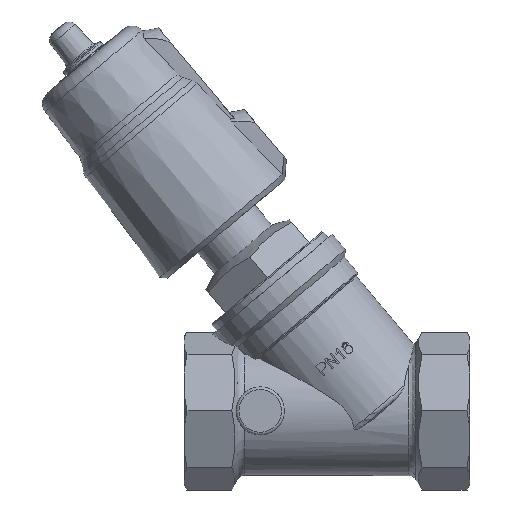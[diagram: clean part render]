
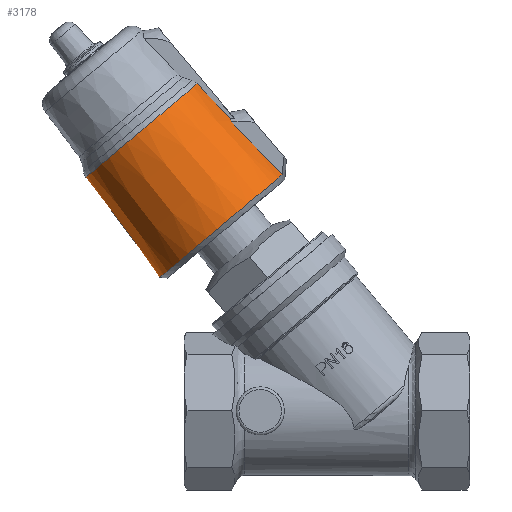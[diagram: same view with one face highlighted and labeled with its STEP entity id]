
A CAD part, left-side view. The second image highlights one B-rep face of the part: STEP entity #3178.
In plain terms, the highlighted conical face has half-angle 3.414 degrees and reference radius 29.475 mm.
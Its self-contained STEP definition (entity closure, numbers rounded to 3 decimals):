
#342=CONICAL_SURFACE('',#3393,29.475,3.414);
#376=(
BOUNDED_CURVE()
B_SPLINE_CURVE(2,(#4597,#4598,#4599),.UNSPECIFIED.,.F.,.F.)
B_SPLINE_CURVE_WITH_KNOTS((3,3),(0.,1.713),.UNSPECIFIED.)
CURVE()
GEOMETRIC_REPRESENTATION_ITEM()
RATIONAL_B_SPLINE_CURVE((1.,1.,1.))
REPRESENTATION_ITEM('')
);
#377=(
BOUNDED_CURVE()
B_SPLINE_CURVE(2,(#4600,#4601,#4602),.UNSPECIFIED.,.F.,.F.)
B_SPLINE_CURVE_WITH_KNOTS((3,3),(0.,1.078),.UNSPECIFIED.)
CURVE()
GEOMETRIC_REPRESENTATION_ITEM()
RATIONAL_B_SPLINE_CURVE((1.,1.,1.))
REPRESENTATION_ITEM('')
);
#379=(
BOUNDED_CURVE()
B_SPLINE_CURVE(2,(#4611,#4612,#4613),.UNSPECIFIED.,.F.,.F.)
B_SPLINE_CURVE_WITH_KNOTS((3,3),(0.492,2.204),
 .UNSPECIFIED.)
CURVE()
GEOMETRIC_REPRESENTATION_ITEM()
RATIONAL_B_SPLINE_CURVE((1.,1.,1.))
REPRESENTATION_ITEM('')
);
#380=(
BOUNDED_CURVE()
B_SPLINE_CURVE(2,(#4614,#4615,#4616),.UNSPECIFIED.,.F.,.F.)
B_SPLINE_CURVE_WITH_KNOTS((3,3),(0.354,1.433),
 .UNSPECIFIED.)
CURVE()
GEOMETRIC_REPRESENTATION_ITEM()
RATIONAL_B_SPLINE_CURVE((1.,1.,1.))
REPRESENTATION_ITEM('')
);
#381=(
BOUNDED_CURVE()
B_SPLINE_CURVE(2,(#4618,#4619,#4620),.UNSPECIFIED.,.F.,.F.)
B_SPLINE_CURVE_WITH_KNOTS((3,3),(0.632,2.44),
 .UNSPECIFIED.)
CURVE()
GEOMETRIC_REPRESENTATION_ITEM()
RATIONAL_B_SPLINE_CURVE((1.,1.,1.))
REPRESENTATION_ITEM('')
);
#382=(
BOUNDED_CURVE()
B_SPLINE_CURVE(2,(#4623,#4624,#4625),.UNSPECIFIED.,.F.,.F.)
B_SPLINE_CURVE_WITH_KNOTS((3,3),(0.,1.808),.UNSPECIFIED.)
CURVE()
GEOMETRIC_REPRESENTATION_ITEM()
RATIONAL_B_SPLINE_CURVE((1.,1.,1.))
REPRESENTATION_ITEM('')
);
#541=B_SPLINE_CURVE_WITH_KNOTS('',3,(#4569,#4570,#4571,#4572),
 .UNSPECIFIED.,.F.,.F.,(4,4),(3.068,3.242),
 .UNSPECIFIED.);
#542=B_SPLINE_CURVE_WITH_KNOTS('',3,(#4584,#4585,#4586,#4587),
 .UNSPECIFIED.,.F.,.F.,(4,4),(1.198,1.372),
 .UNSPECIFIED.);
#739=FACE_OUTER_BOUND('',#948,.T.);
#948=EDGE_LOOP('',(#2157,#2158,#2159,#2160,#2161,#2162,#2163,#2164,#2165,
#2166));
#1166=CIRCLE('',#3392,30.752);
#1167=CIRCLE('',#3394,27.97);
#1272=VERTEX_POINT('',#4564);
#1273=VERTEX_POINT('',#4568);
#1276=VERTEX_POINT('',#4579);
#1277=VERTEX_POINT('',#4583);
#1278=VERTEX_POINT('',#4592);
#1279=VERTEX_POINT('',#4596);
#1280=VERTEX_POINT('',#4604);
#1281=VERTEX_POINT('',#4610);
#1282=VERTEX_POINT('',#4617);
#1283=VERTEX_POINT('',#4621);
#1618=EDGE_CURVE('',#1273,#1272,#541,.T.);
#1622=EDGE_CURVE('',#1277,#1276,#542,.T.);
#1625=EDGE_CURVE('',#1279,#1278,#376,.T.);
#1626=EDGE_CURVE('',#1279,#1272,#377,.T.);
#1628=EDGE_CURVE('',#1278,#1280,#1166,.T.);
#1629=EDGE_CURVE('',#1280,#1281,#379,.T.);
#1630=EDGE_CURVE('',#1277,#1281,#380,.T.);
#1631=EDGE_CURVE('',#1276,#1282,#381,.T.);
#1632=EDGE_CURVE('',#1283,#1282,#1167,.T.);
#1633=EDGE_CURVE('',#1283,#1273,#382,.T.);
#2157=ORIENTED_EDGE('',*,*,#1628,.T.);
#2158=ORIENTED_EDGE('',*,*,#1629,.T.);
#2159=ORIENTED_EDGE('',*,*,#1630,.F.);
#2160=ORIENTED_EDGE('',*,*,#1622,.T.);
#2161=ORIENTED_EDGE('',*,*,#1631,.T.);
#2162=ORIENTED_EDGE('',*,*,#1632,.F.);
#2163=ORIENTED_EDGE('',*,*,#1633,.T.);
#2164=ORIENTED_EDGE('',*,*,#1618,.T.);
#2165=ORIENTED_EDGE('',*,*,#1626,.F.);
#2166=ORIENTED_EDGE('',*,*,#1625,.T.);
#3178=ADVANCED_FACE('',(#739),#342,.T.);
#3392=AXIS2_PLACEMENT_3D('',#4608,#3698,#3699);
#3393=AXIS2_PLACEMENT_3D('',#4609,#3700,#3701);
#3394=AXIS2_PLACEMENT_3D('',#4622,#3702,#3703);
#3698=DIRECTION('center_axis',(0.,0.643,
0.766));
#3699=DIRECTION('ref_axis',(0.,-0.766,0.643));
#3700=DIRECTION('center_axis',(0.,-0.643,
-0.766));
#3701=DIRECTION('ref_axis',(0.,-0.766,0.643));
#3702=DIRECTION('center_axis',(0.,0.643,
0.766));
#3703=DIRECTION('ref_axis',(0.,0.766,-0.643));
#4564=CARTESIAN_POINT('',(10.,-17.433,90.379));
#4568=CARTESIAN_POINT('',(8.5,-17.199,91.354));
#4569=CARTESIAN_POINT('Ctrl Pts',(8.5,-17.199,91.354));
#4570=CARTESIAN_POINT('Ctrl Pts',(9.024,-17.268,91.049));
#4571=CARTESIAN_POINT('Ctrl Pts',(9.526,-17.346,90.721));
#4572=CARTESIAN_POINT('Ctrl Pts',(10.,-17.433,90.379));
#4579=CARTESIAN_POINT('',(-8.5,-17.199,91.354));
#4583=CARTESIAN_POINT('',(-10.,-17.433,90.379));
#4584=CARTESIAN_POINT('Ctrl Pts',(-10.,-17.433,90.379));
#4585=CARTESIAN_POINT('Ctrl Pts',(-9.526,-17.346,90.721));
#4586=CARTESIAN_POINT('Ctrl Pts',(-9.024,-17.268,91.049));
#4587=CARTESIAN_POINT('Ctrl Pts',(-8.5,-17.199,91.354));
#4592=CARTESIAN_POINT('',(10.,-36.654,70.211));
#4596=CARTESIAN_POINT('',(10.,-24.904,82.542));
#4597=CARTESIAN_POINT('Ctrl Pts',(10.,-24.904,82.542));
#4598=CARTESIAN_POINT('Ctrl Pts',(10.,-30.669,76.493));
#4599=CARTESIAN_POINT('Ctrl Pts',(10.,-36.654,70.211));
#4600=CARTESIAN_POINT('Ctrl Pts',(10.,-24.904,82.542));
#4601=CARTESIAN_POINT('Ctrl Pts',(10.,-21.123,86.509));
#4602=CARTESIAN_POINT('Ctrl Pts',(10.,-17.433,90.379));
#4604=CARTESIAN_POINT('',(-10.,-36.654,70.211));
#4608=CARTESIAN_POINT('Origin',(0.,-14.377,
51.519));
#4609=CARTESIAN_POINT('Origin',(0.,-0.622,
67.911));
#4610=CARTESIAN_POINT('',(-10.,-24.904,82.542));
#4611=CARTESIAN_POINT('Ctrl Pts',(-10.,-36.654,70.211));
#4612=CARTESIAN_POINT('Ctrl Pts',(-10.,-30.669,76.493));
#4613=CARTESIAN_POINT('Ctrl Pts',(-10.,-24.904,82.542));
#4614=CARTESIAN_POINT('Ctrl Pts',(-10.,-17.433,90.379));
#4615=CARTESIAN_POINT('Ctrl Pts',(-10.,-21.123,86.509));
#4616=CARTESIAN_POINT('Ctrl Pts',(-10.,-24.904,82.542));
#4617=CARTESIAN_POINT('',(-8.5,-4.824,104.36));
#4618=CARTESIAN_POINT('Ctrl Pts',(-8.5,-17.199,91.354));
#4619=CARTESIAN_POINT('Ctrl Pts',(-8.5,-10.885,97.992));
#4620=CARTESIAN_POINT('Ctrl Pts',(-8.5,-4.824,104.36));
#4621=CARTESIAN_POINT('',(8.5,-4.824,104.36));
#4622=CARTESIAN_POINT('Origin',(0.,15.59,87.231));
#4623=CARTESIAN_POINT('Ctrl Pts',(8.5,-4.824,104.36));
#4624=CARTESIAN_POINT('Ctrl Pts',(8.5,-10.885,97.992));
#4625=CARTESIAN_POINT('Ctrl Pts',(8.5,-17.199,91.354));
